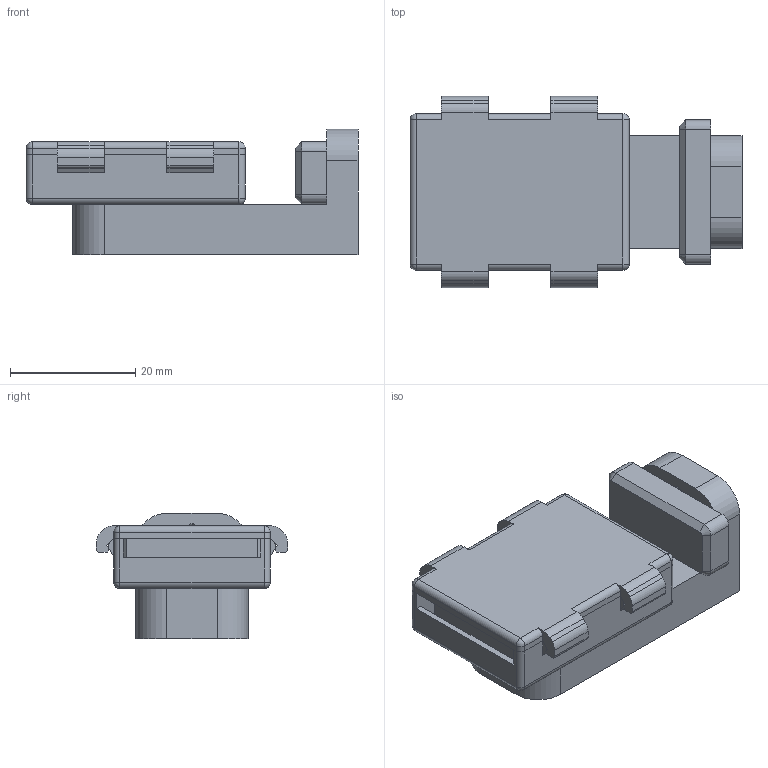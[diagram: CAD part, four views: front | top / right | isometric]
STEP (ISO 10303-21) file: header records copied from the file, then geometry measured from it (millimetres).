
FILE_DESCRIPTION(/* description */ (''),/* implementation_level */ '2;1');
FILE_NAME(/* name */ 'Pogo_Programmer.step',/* time_stamp */ '2024-05-10T18:14:42-04:00',/* author */ (''),/* organization */ (''),/* preprocessor_version */ 'ST-DEVELOPER v20',/* originating_system */ 'Autodesk Translation Framework v12.20.1.177',/* authorisation */ '');
FILE_SCHEMA (('AUTOMOTIVE_DESIGN { 1 0 10303 214 3 1 1 }'));
Length unit declared in the file: millimetre
Products named in the file (1): (Unsaved)
Bounding box: 53 x 30.52 x 20 mm (x, y, z)
Volume: 14007.1 mm3; surface area: 9716.7 mm2
Topology: 4 solids, 4 shells, 213 faces, 522 edges, 325 vertices
Faces by surface type: plane 146, cylinder 52, sphere 8, cone 7
Full cylindrical faces by diameter (mm): 3.2 x1, 3.4 x1, 3.5 x4, 6 x2
Entity records: 6205 total; most frequent: DIRECTION 1061, CARTESIAN_POINT 1061, ORIENTED_EDGE 1044, EDGE_CURVE 522, LINE 411, VECTOR 411, VERTEX_POINT 325, AXIS2_PLACEMENT_3D 325
